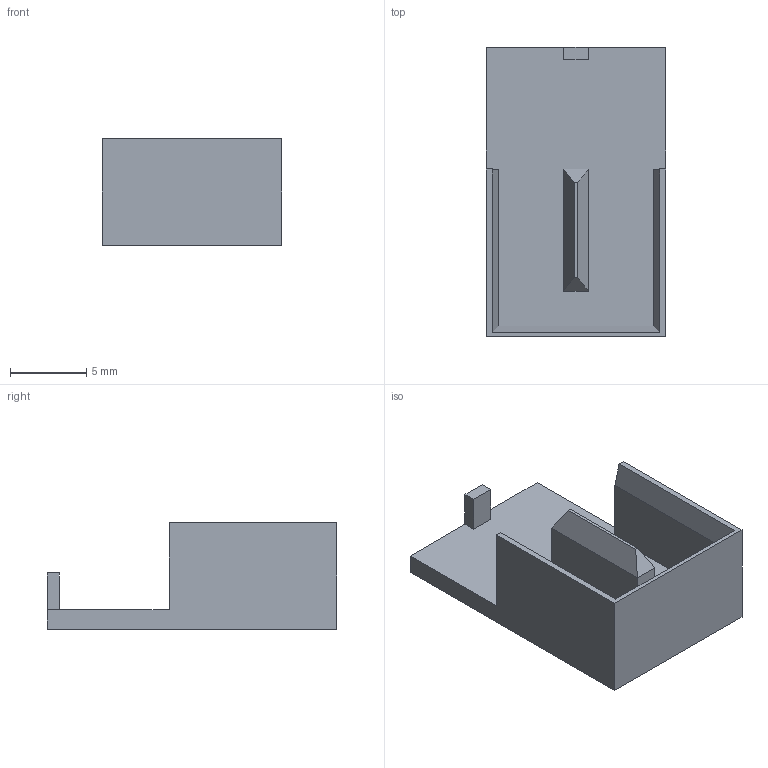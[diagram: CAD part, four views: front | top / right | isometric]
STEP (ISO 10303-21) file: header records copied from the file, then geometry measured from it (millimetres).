
FILE_DESCRIPTION((''),'2;1');
FILE_NAME('ASM0115_ASM','2021-04-02T',('marketing.praksa'),('Audax d.o.o.'),'CREO PARAMETRIC BY PTC INC, 2017480','CREO PARAMETRIC BY PTC INC, 2017480','');
FILE_SCHEMA(('AUTOMOTIVE_DESIGN { 1 0 10303 214 1 1 1 1 }'));
Length unit declared in the file: millimetre
Products named in the file (3): PRT9598; PRT0168; ASM0115_ASM
Assembly tree (2 placements, depth 2):
  ASM0115_ASM
    PRT9598
    PRT0168
Bounding box: 11.8 x 19 x 7 mm (x, y, z)
Volume: 483.5 mm3; surface area: 1031.6 mm2
Topology: 4 solids, 4 shells, 133 faces, 357 edges, 236 vertices
Faces by surface type: plane 85, cylinder 48
Entity records: 6519 total; most frequent: CARTESIAN_POINT 738, DIRECTION 729, ORIENTED_EDGE 714, PRESENTATION_STYLE_ASSIGNMENT 494, STYLED_ITEM 494, CURVE_STYLE 357, EDGE_CURVE 357, VECTOR 261
